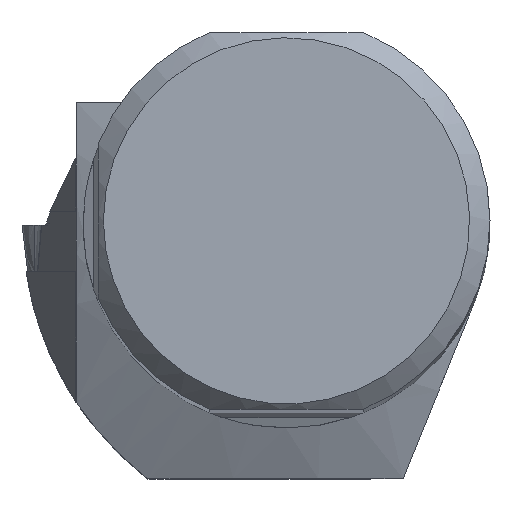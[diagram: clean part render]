
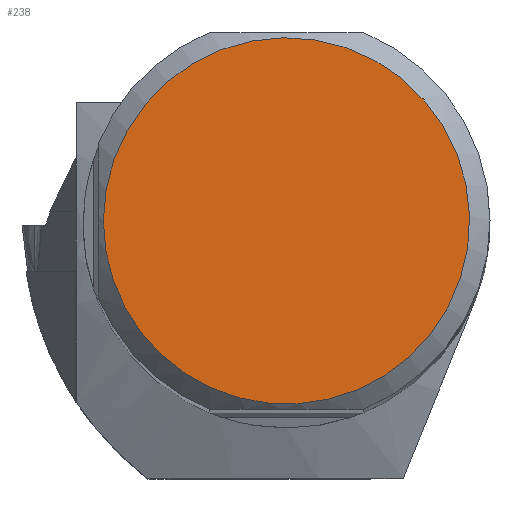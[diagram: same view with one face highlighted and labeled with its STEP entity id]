
A CAD part, top view. The second image highlights one B-rep face of the part: STEP entity #238.
In plain terms, the highlighted planar face has unit normal (0, 0, 1).
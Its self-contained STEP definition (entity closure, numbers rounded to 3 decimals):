
#197=CIRCLE('',#1419,18.);
#238=ADVANCED_FACE('',(#337),#297,.T.);
#297=PLANE('',#1429);
#337=FACE_OUTER_BOUND('',#402,.T.);
#402=EDGE_LOOP('',(#550));
#550=ORIENTED_EDGE('',*,*,#1018,.F.);
#886=VERTEX_POINT('',#1936);
#1018=EDGE_CURVE('',#886,#886,#197,.T.);
#1419=AXIS2_PLACEMENT_3D('',#1935,#1574,#1575);
#1429=AXIS2_PLACEMENT_3D('',#1999,#1606,#1607);
#1574=DIRECTION('',(0.,0.,-1.));
#1575=DIRECTION('',(-1.,0.,0.));
#1606=DIRECTION('',(0.,0.,1.));
#1607=DIRECTION('',(-1.,0.,0.));
#1935=CARTESIAN_POINT('',(0.,0.,0.));
#1936=CARTESIAN_POINT('',(-18.,0.,0.));
#1999=CARTESIAN_POINT('',(-18.,0.,0.));
